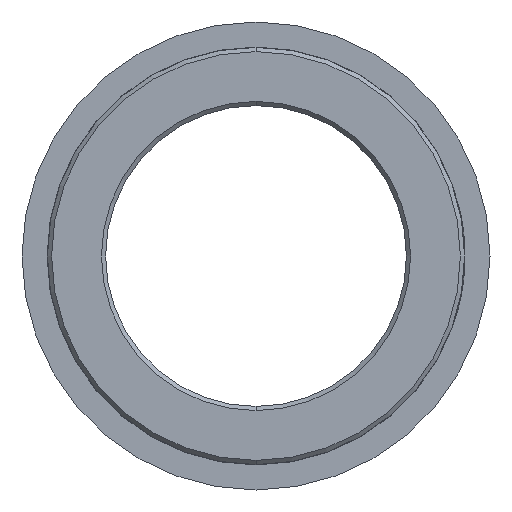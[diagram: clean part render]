
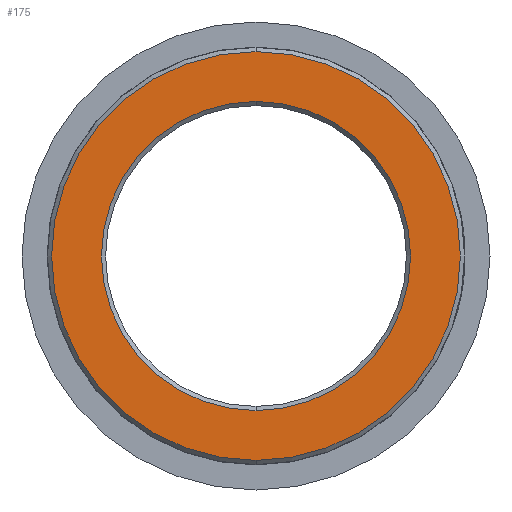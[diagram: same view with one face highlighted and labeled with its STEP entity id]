
A CAD part, front view. The second image highlights one B-rep face of the part: STEP entity #175.
In plain terms, the highlighted planar face has unit normal (0, -1, 0).
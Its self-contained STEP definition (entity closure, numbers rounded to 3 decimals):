
#40 = EDGE_LOOP ( 'NONE', ( #154, #1609 ) ) ;
#46 = VERTEX_POINT ( 'NONE', #282 ) ;
#82 = DIRECTION ( 'NONE',  ( 0., -1., 0. ) ) ;
#154 = ORIENTED_EDGE ( 'NONE', *, *, #2089, .T. ) ;
#157 = AXIS2_PLACEMENT_3D ( 'NONE', #1342, #735, #1793 ) ;
#175 = ADVANCED_FACE ( 'NONE', ( #1229, #1198 ), #1120, .T. ) ;
#250 = DIRECTION ( 'NONE',  ( 0., -1., 0. ) ) ;
#282 = CARTESIAN_POINT ( 'NONE',  ( 0., -41.313, -24.46 ) ) ;
#303 = AXIS2_PLACEMENT_3D ( 'NONE', #1336, #82, #742 ) ;
#379 = AXIS2_PLACEMENT_3D ( 'NONE', #2324, #1261, #2292 ) ;
#433 = VERTEX_POINT ( 'NONE', #547 ) ;
#547 = CARTESIAN_POINT ( 'NONE',  ( 0., -41.313, 24.46 ) ) ;
#557 = EDGE_CURVE ( 'NONE', #2478, #1084, #2717, .T. ) ;
#735 = DIRECTION ( 'NONE',  ( 0., -1., 0. ) ) ;
#742 = DIRECTION ( 'NONE',  ( 0., 0., -1. ) ) ;
#845 = CIRCLE ( 'NONE', #157, 18.5 ) ;
#878 = AXIS2_PLACEMENT_3D ( 'NONE', #1746, #1352, #2382 ) ;
#1000 = ORIENTED_EDGE ( 'NONE', *, *, #557, .F. ) ;
#1084 = VERTEX_POINT ( 'NONE', #1102 ) ;
#1102 = CARTESIAN_POINT ( 'NONE',  ( 0., -41.313, 18.5 ) ) ;
#1120 = PLANE ( 'NONE',  #303 ) ;
#1198 = FACE_BOUND ( 'NONE', #1899, .T. ) ;
#1229 = FACE_OUTER_BOUND ( 'NONE', #40, .T. ) ;
#1261 = DIRECTION ( 'NONE',  ( 0., -1., 0. ) ) ;
#1292 = DIRECTION ( 'NONE',  ( 0., 0., -1. ) ) ;
#1336 = CARTESIAN_POINT ( 'NONE',  ( 24.46, -41.313, 0. ) ) ;
#1342 = CARTESIAN_POINT ( 'NONE',  ( 0., -41.313, 0. ) ) ;
#1352 = DIRECTION ( 'NONE',  ( 0., -1., 0. ) ) ;
#1355 = CIRCLE ( 'NONE', #878, 24.46 ) ;
#1609 = ORIENTED_EDGE ( 'NONE', *, *, #2208, .T. ) ;
#1746 = CARTESIAN_POINT ( 'NONE',  ( 0., -41.313, 0. ) ) ;
#1793 = DIRECTION ( 'NONE',  ( 0., 0., -1. ) ) ;
#1899 = EDGE_LOOP ( 'NONE', ( #1000, #2366 ) ) ;
#2089 = EDGE_CURVE ( 'NONE', #433, #46, #2444, .T. ) ;
#2118 = AXIS2_PLACEMENT_3D ( 'NONE', #2129, #250, #1292 ) ;
#2129 = CARTESIAN_POINT ( 'NONE',  ( 0., -41.313, 0. ) ) ;
#2208 = EDGE_CURVE ( 'NONE', #46, #433, #1355, .T. ) ;
#2292 = DIRECTION ( 'NONE',  ( 0., 0., -1. ) ) ;
#2294 = EDGE_CURVE ( 'NONE', #1084, #2478, #845, .T. ) ;
#2324 = CARTESIAN_POINT ( 'NONE',  ( 0., -41.313, 0. ) ) ;
#2366 = ORIENTED_EDGE ( 'NONE', *, *, #2294, .F. ) ;
#2382 = DIRECTION ( 'NONE',  ( 0., 0., -1. ) ) ;
#2444 = CIRCLE ( 'NONE', #379, 24.46 ) ;
#2478 = VERTEX_POINT ( 'NONE', #2619 ) ;
#2619 = CARTESIAN_POINT ( 'NONE',  ( 0., -41.313, -18.5 ) ) ;
#2717 = CIRCLE ( 'NONE', #2118, 18.5 ) ;
